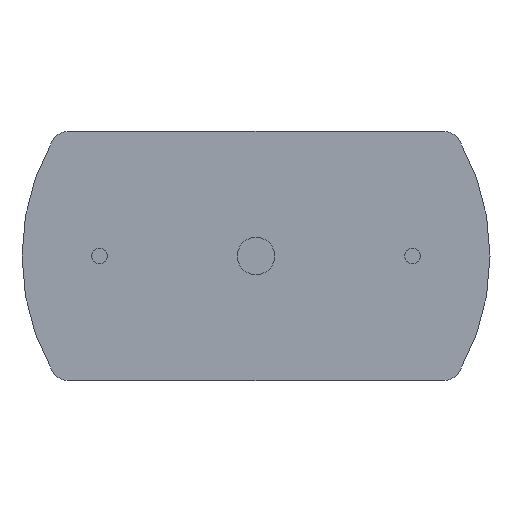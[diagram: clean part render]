
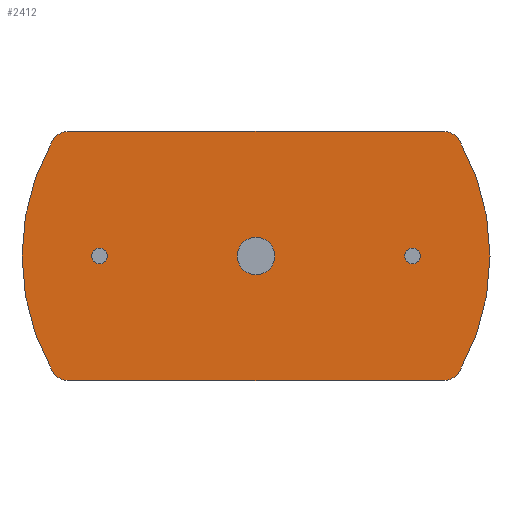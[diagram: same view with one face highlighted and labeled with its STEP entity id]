
A CAD part, front view. The second image highlights one B-rep face of the part: STEP entity #2412.
In plain terms, the highlighted planar face has unit normal (0, -1, 0).
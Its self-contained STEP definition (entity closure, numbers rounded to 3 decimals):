
#3 = DIRECTION ( 'NONE',  ( 0., 0., 1. ) ) ;
#43 = DIRECTION ( 'NONE',  ( -1., 0., 0. ) ) ;
#46 = DIRECTION ( 'NONE',  ( 0., 0., -1. ) ) ;
#67 = DIRECTION ( 'NONE',  ( 0., 0., -1. ) ) ;
#70 = EDGE_LOOP ( 'NONE', ( #2008, #1932 ) ) ;
#71 = CIRCLE ( 'NONE', #1152, 6. ) ;
#72 = AXIS2_PLACEMENT_3D ( 'NONE', #400, #1004, #46 ) ;
#91 = CARTESIAN_POINT ( 'NONE',  ( 65.092, 0., 36.75 ) ) ;
#97 = AXIS2_PLACEMENT_3D ( 'NONE', #1587, #1197, #67 ) ;
#116 = EDGE_CURVE ( 'NONE', #363, #1229, #950, .T. ) ;
#121 = DIRECTION ( 'NONE',  ( 0., -1., 0. ) ) ;
#133 = CARTESIAN_POINT ( 'NONE',  ( -65.092, 0., 36.75 ) ) ;
#149 = FACE_BOUND ( 'NONE', #70, .T. ) ;
#150 = ORIENTED_EDGE ( 'NONE', *, *, #1322, .F. ) ;
#174 = FACE_BOUND ( 'NONE', #884, .T. ) ;
#185 = CARTESIAN_POINT ( 'NONE',  ( 59.868, 0., 33.8 ) ) ;
#215 = CARTESIAN_POINT ( 'NONE',  ( -50., 0., 0. ) ) ;
#217 = VERTEX_POINT ( 'NONE', #2200 ) ;
#282 = DIRECTION ( 'NONE',  ( 0., 1., 0. ) ) ;
#288 = EDGE_CURVE ( 'NONE', #1398, #1392, #663, .T. ) ;
#297 = ORIENTED_EDGE ( 'NONE', *, *, #288, .F. ) ;
#344 = ORIENTED_EDGE ( 'NONE', *, *, #1707, .F. ) ;
#359 = DIRECTION ( 'NONE',  ( 0., 0., 1. ) ) ;
#363 = VERTEX_POINT ( 'NONE', #1454 ) ;
#369 = CARTESIAN_POINT ( 'NONE',  ( 0., 0., 0. ) ) ;
#396 = VERTEX_POINT ( 'NONE', #1852 ) ;
#400 = CARTESIAN_POINT ( 'NONE',  ( 59.868, 0., -33.8 ) ) ;
#411 = CARTESIAN_POINT ( 'NONE',  ( -50., 0., 0. ) ) ;
#466 = CARTESIAN_POINT ( 'NONE',  ( 0., 0., 0. ) ) ;
#527 = DIRECTION ( 'NONE',  ( 0., 1., 0. ) ) ;
#542 = FACE_OUTER_BOUND ( 'NONE', #1044, .T. ) ;
#585 = AXIS2_PLACEMENT_3D ( 'NONE', #185, #2439, #359 ) ;
#587 = DIRECTION ( 'NONE',  ( 0., -1., 0. ) ) ;
#588 = AXIS2_PLACEMENT_3D ( 'NONE', #2438, #121, #1689 ) ;
#633 = DIRECTION ( 'NONE',  ( 0., 0., 1. ) ) ;
#654 = ORIENTED_EDGE ( 'NONE', *, *, #987, .F. ) ;
#659 = CARTESIAN_POINT ( 'NONE',  ( 0., 0., 0. ) ) ;
#663 = CIRCLE ( 'NONE', #585, 6. ) ;
#665 = AXIS2_PLACEMENT_3D ( 'NONE', #215, #587, #1172 ) ;
#693 = CIRCLE ( 'NONE', #1969, 6. ) ;
#715 = FACE_BOUND ( 'NONE', #2197, .T. ) ;
#722 = EDGE_CURVE ( 'NONE', #1916, #1271, #71, .T. ) ;
#730 = AXIS2_PLACEMENT_3D ( 'NONE', #411, #1371, #633 ) ;
#744 = VECTOR ( 'NONE', #43, 1000. ) ;
#752 = CARTESIAN_POINT ( 'NONE',  ( 59.868, 0., -39.8 ) ) ;
#757 = EDGE_CURVE ( 'NONE', #2133, #2074, #1022, .T. ) ;
#773 = ORIENTED_EDGE ( 'NONE', *, *, #2422, .F. ) ;
#828 = AXIS2_PLACEMENT_3D ( 'NONE', #369, #1341, #3 ) ;
#874 = CARTESIAN_POINT ( 'NONE',  ( 50., 0., 0. ) ) ;
#884 = EDGE_LOOP ( 'NONE', ( #344, #654 ) ) ;
#918 = DIRECTION ( 'NONE',  ( 0., 0., 1. ) ) ;
#929 = CARTESIAN_POINT ( 'NONE',  ( -59.868, 0., -33.8 ) ) ;
#943 = AXIS2_PLACEMENT_3D ( 'NONE', #1318, #527, #1291 ) ;
#950 = CIRCLE ( 'NONE', #72, 6. ) ;
#987 = EDGE_CURVE ( 'NONE', #1196, #2311, #2306, .T. ) ;
#1004 = DIRECTION ( 'NONE',  ( 0., 1., 0. ) ) ;
#1020 = DIRECTION ( 'NONE',  ( 0., 1., 0. ) ) ;
#1022 = CIRCLE ( 'NONE', #1382, 2.5 ) ;
#1044 = EDGE_LOOP ( 'NONE', ( #297, #1508, #1843, #1451, #773, #150, #1835, #2338 ) ) ;
#1077 = VERTEX_POINT ( 'NONE', #133 ) ;
#1126 = EDGE_CURVE ( 'NONE', #2074, #2133, #1428, .T. ) ;
#1152 = AXIS2_PLACEMENT_3D ( 'NONE', #466, #1985, #1798 ) ;
#1172 = DIRECTION ( 'NONE',  ( 0., 0., 1. ) ) ;
#1196 = VERTEX_POINT ( 'NONE', #2048 ) ;
#1197 = DIRECTION ( 'NONE',  ( 0., 1., 0. ) ) ;
#1223 = CARTESIAN_POINT ( 'NONE',  ( -59.868, 0., 39.8 ) ) ;
#1229 = VERTEX_POINT ( 'NONE', #752 ) ;
#1271 = VERTEX_POINT ( 'NONE', #2089 ) ;
#1276 = EDGE_CURVE ( 'NONE', #1271, #1916, #2385, .T. ) ;
#1291 = DIRECTION ( 'NONE',  ( 0., 0., 1. ) ) ;
#1294 = VECTOR ( 'NONE', #2137, 1000. ) ;
#1298 = CIRCLE ( 'NONE', #2255, 74.75 ) ;
#1318 = CARTESIAN_POINT ( 'NONE',  ( 59.868, 0., 33.8 ) ) ;
#1322 = EDGE_CURVE ( 'NONE', #1229, #2190, #1733, .T. ) ;
#1331 = CIRCLE ( 'NONE', #730, 2.5 ) ;
#1341 = DIRECTION ( 'NONE',  ( 0., -1., 0. ) ) ;
#1363 = CARTESIAN_POINT ( 'NONE',  ( -59.868, 0., -39.8 ) ) ;
#1371 = DIRECTION ( 'NONE',  ( 0., -1., 0. ) ) ;
#1382 = AXIS2_PLACEMENT_3D ( 'NONE', #874, #1834, #1823 ) ;
#1392 = VERTEX_POINT ( 'NONE', #91 ) ;
#1398 = VERTEX_POINT ( 'NONE', #2174 ) ;
#1407 = EDGE_CURVE ( 'NONE', #217, #1398, #1994, .T. ) ;
#1428 = CIRCLE ( 'NONE', #588, 2.5 ) ;
#1433 = CARTESIAN_POINT ( 'NONE',  ( -59.868, 0., -39.8 ) ) ;
#1440 = EDGE_CURVE ( 'NONE', #1077, #217, #1724, .T. ) ;
#1451 = ORIENTED_EDGE ( 'NONE', *, *, #1687, .F. ) ;
#1454 = CARTESIAN_POINT ( 'NONE',  ( 65.092, 0., -36.75 ) ) ;
#1508 = ORIENTED_EDGE ( 'NONE', *, *, #1407, .F. ) ;
#1587 = CARTESIAN_POINT ( 'NONE',  ( -59.868, 0., 33.8 ) ) ;
#1596 = DIRECTION ( 'NONE',  ( 0., 0., 1. ) ) ;
#1670 = CARTESIAN_POINT ( 'NONE',  ( -50., 0., 2.5 ) ) ;
#1687 = EDGE_CURVE ( 'NONE', #396, #1077, #1963, .T. ) ;
#1689 = DIRECTION ( 'NONE',  ( 0., 0., 1. ) ) ;
#1707 = EDGE_CURVE ( 'NONE', #2311, #1196, #1331, .T. ) ;
#1717 = CARTESIAN_POINT ( 'NONE',  ( 50., 0., 2.5 ) ) ;
#1724 = CIRCLE ( 'NONE', #97, 6. ) ;
#1733 = LINE ( 'NONE', #1363, #744 ) ;
#1798 = DIRECTION ( 'NONE',  ( 0., 0., 1. ) ) ;
#1823 = DIRECTION ( 'NONE',  ( 0., 0., 1. ) ) ;
#1834 = DIRECTION ( 'NONE',  ( 0., -1., 0. ) ) ;
#1835 = ORIENTED_EDGE ( 'NONE', *, *, #116, .F. ) ;
#1843 = ORIENTED_EDGE ( 'NONE', *, *, #1440, .F. ) ;
#1847 = AXIS2_PLACEMENT_3D ( 'NONE', #2148, #1020, #1596 ) ;
#1852 = CARTESIAN_POINT ( 'NONE',  ( -65.092, 0., -36.75 ) ) ;
#1915 = CARTESIAN_POINT ( 'NONE',  ( 50., 0., -2.5 ) ) ;
#1916 = VERTEX_POINT ( 'NONE', #2094 ) ;
#1932 = ORIENTED_EDGE ( 'NONE', *, *, #722, .F. ) ;
#1936 = DIRECTION ( 'NONE',  ( 0., 0., 1. ) ) ;
#1963 = CIRCLE ( 'NONE', #1847, 74.75 ) ;
#1969 = AXIS2_PLACEMENT_3D ( 'NONE', #929, #2052, #918 ) ;
#1985 = DIRECTION ( 'NONE',  ( 0., -1., 0. ) ) ;
#1994 = LINE ( 'NONE', #1223, #1294 ) ;
#2008 = ORIENTED_EDGE ( 'NONE', *, *, #1276, .F. ) ;
#2048 = CARTESIAN_POINT ( 'NONE',  ( -50., 0., -2.5 ) ) ;
#2052 = DIRECTION ( 'NONE',  ( 0., 1., 0. ) ) ;
#2074 = VERTEX_POINT ( 'NONE', #1915 ) ;
#2089 = CARTESIAN_POINT ( 'NONE',  ( 0., 0., 6. ) ) ;
#2094 = CARTESIAN_POINT ( 'NONE',  ( 0., 0., -6. ) ) ;
#2096 = ORIENTED_EDGE ( 'NONE', *, *, #757, .F. ) ;
#2133 = VERTEX_POINT ( 'NONE', #1717 ) ;
#2137 = DIRECTION ( 'NONE',  ( 1., 0., 0. ) ) ;
#2148 = CARTESIAN_POINT ( 'NONE',  ( 0., 0., 0. ) ) ;
#2174 = CARTESIAN_POINT ( 'NONE',  ( 59.868, 0., 39.8 ) ) ;
#2190 = VERTEX_POINT ( 'NONE', #1433 ) ;
#2197 = EDGE_LOOP ( 'NONE', ( #2096, #2415 ) ) ;
#2200 = CARTESIAN_POINT ( 'NONE',  ( -59.868, 0., 39.8 ) ) ;
#2241 = PLANE ( 'NONE',  #943 ) ;
#2255 = AXIS2_PLACEMENT_3D ( 'NONE', #659, #282, #1936 ) ;
#2306 = CIRCLE ( 'NONE', #665, 2.5 ) ;
#2311 = VERTEX_POINT ( 'NONE', #1670 ) ;
#2338 = ORIENTED_EDGE ( 'NONE', *, *, #2472, .F. ) ;
#2385 = CIRCLE ( 'NONE', #828, 6. ) ;
#2412 = ADVANCED_FACE ( 'NONE', ( #149, #174, #715, #542 ), #2241, .F. ) ;
#2415 = ORIENTED_EDGE ( 'NONE', *, *, #1126, .F. ) ;
#2422 = EDGE_CURVE ( 'NONE', #2190, #396, #693, .T. ) ;
#2438 = CARTESIAN_POINT ( 'NONE',  ( 50., 0., 0. ) ) ;
#2439 = DIRECTION ( 'NONE',  ( 0., 1., 0. ) ) ;
#2472 = EDGE_CURVE ( 'NONE', #1392, #363, #1298, .T. ) ;
